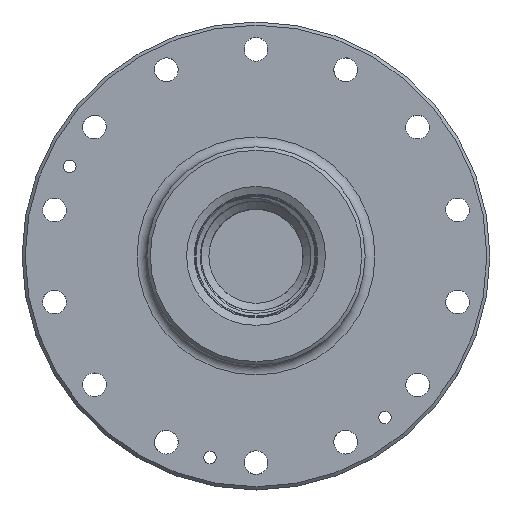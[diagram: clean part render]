
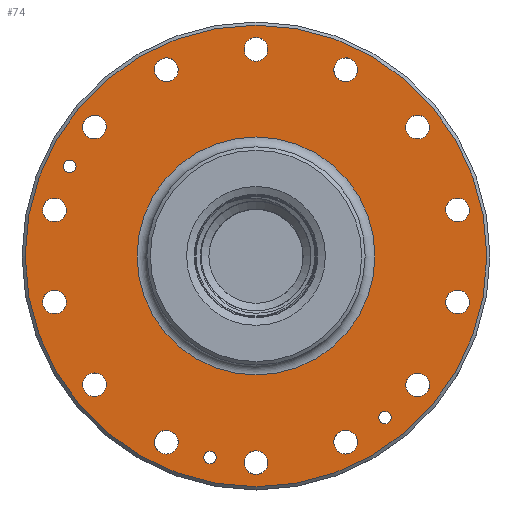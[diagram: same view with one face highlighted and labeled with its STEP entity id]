
A CAD part, top view. The second image highlights one B-rep face of the part: STEP entity #74.
In plain terms, the highlighted planar face has unit normal (0, 0, 1).
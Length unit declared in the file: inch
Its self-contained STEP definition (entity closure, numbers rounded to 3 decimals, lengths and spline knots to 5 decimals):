
#60=PLANE('',#1502);
#74=ADVANCED_FACE('',(#355,#356,#357,#358,#359,#360,#361,#362,#363,#364,
#365,#366,#367,#368,#369,#370,#371,#372,#373),#60,.F.);
#221=CIRCLE('',#1483,1.455);
#222=CIRCLE('',#1484,0.03937);
#223=CIRCLE('',#1485,0.03937);
#224=CIRCLE('',#1486,0.03937);
#225=CIRCLE('',#1487,0.75);
#226=CIRCLE('',#1488,0.07475);
#227=CIRCLE('',#1489,0.07475);
#228=CIRCLE('',#1490,0.07475);
#229=CIRCLE('',#1491,0.07475);
#230=CIRCLE('',#1492,0.07475);
#231=CIRCLE('',#1493,0.07475);
#232=CIRCLE('',#1494,0.07475);
#233=CIRCLE('',#1495,0.07475);
#234=CIRCLE('',#1496,0.07475);
#235=CIRCLE('',#1497,0.07475);
#236=CIRCLE('',#1498,0.07475);
#237=CIRCLE('',#1499,0.07475);
#238=CIRCLE('',#1500,0.07475);
#239=CIRCLE('',#1501,0.07475);
#355=FACE_BOUND('',#623,.T.);
#356=FACE_BOUND('',#624,.T.);
#357=FACE_BOUND('',#625,.T.);
#358=FACE_BOUND('',#626,.T.);
#359=FACE_BOUND('',#627,.T.);
#360=FACE_BOUND('',#628,.T.);
#361=FACE_BOUND('',#629,.T.);
#362=FACE_BOUND('',#630,.T.);
#363=FACE_BOUND('',#631,.T.);
#364=FACE_BOUND('',#632,.T.);
#365=FACE_BOUND('',#633,.T.);
#366=FACE_BOUND('',#634,.T.);
#367=FACE_BOUND('',#635,.T.);
#368=FACE_BOUND('',#636,.T.);
#369=FACE_BOUND('',#637,.T.);
#370=FACE_BOUND('',#638,.T.);
#371=FACE_BOUND('',#639,.T.);
#372=FACE_BOUND('',#640,.T.);
#373=FACE_BOUND('',#641,.T.);
#623=EDGE_LOOP('',(#895));
#624=EDGE_LOOP('',(#896));
#625=EDGE_LOOP('',(#897));
#626=EDGE_LOOP('',(#898));
#627=EDGE_LOOP('',(#899));
#628=EDGE_LOOP('',(#900));
#629=EDGE_LOOP('',(#901));
#630=EDGE_LOOP('',(#902));
#631=EDGE_LOOP('',(#903));
#632=EDGE_LOOP('',(#904));
#633=EDGE_LOOP('',(#905));
#634=EDGE_LOOP('',(#906));
#635=EDGE_LOOP('',(#907));
#636=EDGE_LOOP('',(#908));
#637=EDGE_LOOP('',(#909));
#638=EDGE_LOOP('',(#910));
#639=EDGE_LOOP('',(#911));
#640=EDGE_LOOP('',(#912));
#641=EDGE_LOOP('',(#913));
#895=ORIENTED_EDGE('',*,*,#1325,.T.);
#896=ORIENTED_EDGE('',*,*,#1326,.F.);
#897=ORIENTED_EDGE('',*,*,#1327,.F.);
#898=ORIENTED_EDGE('',*,*,#1328,.F.);
#899=ORIENTED_EDGE('',*,*,#1329,.T.);
#900=ORIENTED_EDGE('',*,*,#1330,.F.);
#901=ORIENTED_EDGE('',*,*,#1331,.F.);
#902=ORIENTED_EDGE('',*,*,#1332,.F.);
#903=ORIENTED_EDGE('',*,*,#1333,.F.);
#904=ORIENTED_EDGE('',*,*,#1334,.F.);
#905=ORIENTED_EDGE('',*,*,#1335,.F.);
#906=ORIENTED_EDGE('',*,*,#1336,.F.);
#907=ORIENTED_EDGE('',*,*,#1337,.F.);
#908=ORIENTED_EDGE('',*,*,#1338,.F.);
#909=ORIENTED_EDGE('',*,*,#1339,.F.);
#910=ORIENTED_EDGE('',*,*,#1340,.F.);
#911=ORIENTED_EDGE('',*,*,#1341,.F.);
#912=ORIENTED_EDGE('',*,*,#1342,.F.);
#913=ORIENTED_EDGE('',*,*,#1343,.F.);
#1184=VERTEX_POINT('',#6619);
#1185=VERTEX_POINT('',#6621);
#1186=VERTEX_POINT('',#6623);
#1187=VERTEX_POINT('',#6625);
#1188=VERTEX_POINT('',#6627);
#1189=VERTEX_POINT('',#6629);
#1190=VERTEX_POINT('',#6631);
#1191=VERTEX_POINT('',#6633);
#1192=VERTEX_POINT('',#6635);
#1193=VERTEX_POINT('',#6637);
#1194=VERTEX_POINT('',#6639);
#1195=VERTEX_POINT('',#6641);
#1196=VERTEX_POINT('',#6643);
#1197=VERTEX_POINT('',#6645);
#1198=VERTEX_POINT('',#6647);
#1199=VERTEX_POINT('',#6649);
#1200=VERTEX_POINT('',#6651);
#1201=VERTEX_POINT('',#6653);
#1202=VERTEX_POINT('',#6655);
#1325=EDGE_CURVE('',#1184,#1184,#221,.T.);
#1326=EDGE_CURVE('',#1185,#1185,#222,.T.);
#1327=EDGE_CURVE('',#1186,#1186,#223,.T.);
#1328=EDGE_CURVE('',#1187,#1187,#224,.T.);
#1329=EDGE_CURVE('',#1188,#1188,#225,.T.);
#1330=EDGE_CURVE('',#1189,#1189,#226,.T.);
#1331=EDGE_CURVE('',#1190,#1190,#227,.T.);
#1332=EDGE_CURVE('',#1191,#1191,#228,.T.);
#1333=EDGE_CURVE('',#1192,#1192,#229,.T.);
#1334=EDGE_CURVE('',#1193,#1193,#230,.T.);
#1335=EDGE_CURVE('',#1194,#1194,#231,.T.);
#1336=EDGE_CURVE('',#1195,#1195,#232,.T.);
#1337=EDGE_CURVE('',#1196,#1196,#233,.T.);
#1338=EDGE_CURVE('',#1197,#1197,#234,.T.);
#1339=EDGE_CURVE('',#1198,#1198,#235,.T.);
#1340=EDGE_CURVE('',#1199,#1199,#236,.T.);
#1341=EDGE_CURVE('',#1200,#1200,#237,.T.);
#1342=EDGE_CURVE('',#1201,#1201,#238,.T.);
#1343=EDGE_CURVE('',#1202,#1202,#239,.T.);
#1483=AXIS2_PLACEMENT_3D('',#6618,#1629,#1630);
#1484=AXIS2_PLACEMENT_3D('',#6620,#1631,#1632);
#1485=AXIS2_PLACEMENT_3D('',#6622,#1633,#1634);
#1486=AXIS2_PLACEMENT_3D('',#6624,#1635,#1636);
#1487=AXIS2_PLACEMENT_3D('',#6626,#1637,#1638);
#1488=AXIS2_PLACEMENT_3D('',#6628,#1639,#1640);
#1489=AXIS2_PLACEMENT_3D('',#6630,#1641,#1642);
#1490=AXIS2_PLACEMENT_3D('',#6632,#1643,#1644);
#1491=AXIS2_PLACEMENT_3D('',#6634,#1645,#1646);
#1492=AXIS2_PLACEMENT_3D('',#6636,#1647,#1648);
#1493=AXIS2_PLACEMENT_3D('',#6638,#1649,#1650);
#1494=AXIS2_PLACEMENT_3D('',#6640,#1651,#1652);
#1495=AXIS2_PLACEMENT_3D('',#6642,#1653,#1654);
#1496=AXIS2_PLACEMENT_3D('',#6644,#1655,#1656);
#1497=AXIS2_PLACEMENT_3D('',#6646,#1657,#1658);
#1498=AXIS2_PLACEMENT_3D('',#6648,#1659,#1660);
#1499=AXIS2_PLACEMENT_3D('',#6650,#1661,#1662);
#1500=AXIS2_PLACEMENT_3D('',#6652,#1663,#1664);
#1501=AXIS2_PLACEMENT_3D('',#6654,#1665,#1666);
#1502=AXIS2_PLACEMENT_3D('',#6656,#1667,#1668);
#1629=DIRECTION('',(0.,0.,1.));
#1630=DIRECTION('',(0.,1.,0.));
#1631=DIRECTION('',(0.,0.,1.));
#1632=DIRECTION('',(0.,1.,0.));
#1633=DIRECTION('',(0.,0.,1.));
#1634=DIRECTION('',(0.,1.,0.));
#1635=DIRECTION('',(0.,0.,1.));
#1636=DIRECTION('',(0.,1.,0.));
#1637=DIRECTION('',(0.,0.,-1.));
#1638=DIRECTION('',(0.,1.,0.));
#1639=DIRECTION('',(0.,0.,1.));
#1640=DIRECTION('',(0.309,-0.951,0.));
#1641=DIRECTION('',(0.,0.,1.));
#1642=DIRECTION('',(1.,0.,0.));
#1643=DIRECTION('',(0.,0.,1.));
#1644=DIRECTION('',(-0.309,-0.951,0.));
#1645=DIRECTION('',(0.,0.,1.));
#1646=DIRECTION('',(0.809,0.588,0.));
#1647=DIRECTION('',(0.,0.,1.));
#1648=DIRECTION('',(-0.707,-0.707,0.));
#1649=DIRECTION('',(0.,0.,1.));
#1650=DIRECTION('',(0.,-1.,0.));
#1651=DIRECTION('',(0.,0.,1.));
#1652=DIRECTION('',(0.809,-0.588,0.));
#1653=DIRECTION('',(0.,0.,1.));
#1654=DIRECTION('',(0.383,-0.924,0.));
#1655=DIRECTION('',(0.,0.,1.));
#1656=DIRECTION('',(-0.809,0.588,0.));
#1657=DIRECTION('',(0.,0.,1.));
#1658=DIRECTION('',(-0.309,0.951,0.));
#1659=DIRECTION('',(0.,0.,1.));
#1660=DIRECTION('',(0.309,0.951,0.));
#1661=DIRECTION('',(0.,0.,1.));
#1662=DIRECTION('',(-1.,0.,0.));
#1663=DIRECTION('',(0.,0.,1.));
#1664=DIRECTION('',(-0.809,-0.588,0.));
#1665=DIRECTION('',(0.,0.,1.));
#1666=DIRECTION('',(-0.383,-0.924,0.));
#1667=DIRECTION('',(0.,0.,-1.));
#1668=DIRECTION('',(-1.,0.,0.));
#6618=CARTESIAN_POINT('',(0.,0.,11.22854));
#6619=CARTESIAN_POINT('',(0.,1.455,11.22854));
#6620=CARTESIAN_POINT('',(0.81246,-1.0188,11.22854));
#6621=CARTESIAN_POINT('',(0.81246,-0.97943,11.22854));
#6622=CARTESIAN_POINT('',(-0.28996,-1.27042,11.22854));
#6623=CARTESIAN_POINT('',(-0.28996,-1.23105,11.22854));
#6624=CARTESIAN_POINT('',(-1.17404,0.56539,11.22854));
#6625=CARTESIAN_POINT('',(-1.17404,0.60476,11.22854));
#6626=CARTESIAN_POINT('',(0.,0.,11.22854));
#6627=CARTESIAN_POINT('',(0.,0.75,11.22854));
#6628=CARTESIAN_POINT('',(0.56538,-1.17403,11.22854));
#6629=CARTESIAN_POINT('',(0.58848,-1.24512,11.22854));
#6630=CARTESIAN_POINT('',(0.,1.30307,11.22854));
#6631=CARTESIAN_POINT('',(0.07475,1.30307,11.22854));
#6632=CARTESIAN_POINT('',(0.,-1.30307,11.22854));
#6633=CARTESIAN_POINT('',(-0.0231,-1.37417,11.22854));
#6634=CARTESIAN_POINT('',(-0.56538,1.17403,11.22854));
#6635=CARTESIAN_POINT('',(-0.50491,1.21797,11.22854));
#6636=CARTESIAN_POINT('',(1.2704,-0.28996,11.22854));
#6637=CARTESIAN_POINT('',(1.21755,-0.34282,11.22854));
#6638=CARTESIAN_POINT('',(1.01879,0.81245,11.22854));
#6639=CARTESIAN_POINT('',(1.01879,0.7377,11.22854));
#6640=CARTESIAN_POINT('',(1.01879,-0.81245,11.22854));
#6641=CARTESIAN_POINT('',(1.07926,-0.85639,11.22854));
#6642=CARTESIAN_POINT('',(0.56538,1.17403,11.22854));
#6643=CARTESIAN_POINT('',(0.59399,1.10497,11.22854));
#6644=CARTESIAN_POINT('',(-1.2704,-0.28996,11.22854));
#6645=CARTESIAN_POINT('',(-1.33088,-0.24602,11.22854));
#6646=CARTESIAN_POINT('',(-1.2704,0.28996,11.22854));
#6647=CARTESIAN_POINT('',(-1.2935,0.36105,11.22854));
#6648=CARTESIAN_POINT('',(-1.01879,0.81245,11.22854));
#6649=CARTESIAN_POINT('',(-0.99569,0.88355,11.22854));
#6650=CARTESIAN_POINT('',(-1.01879,-0.81245,11.22854));
#6651=CARTESIAN_POINT('',(-1.09354,-0.81245,11.22854));
#6652=CARTESIAN_POINT('',(-0.56538,-1.17403,11.22854));
#6653=CARTESIAN_POINT('',(-0.62586,-1.21797,11.22854));
#6654=CARTESIAN_POINT('',(1.2704,0.28996,11.22854));
#6655=CARTESIAN_POINT('',(1.2418,0.2209,11.22854));
#6656=CARTESIAN_POINT('',(0.,0.297,11.22854));
